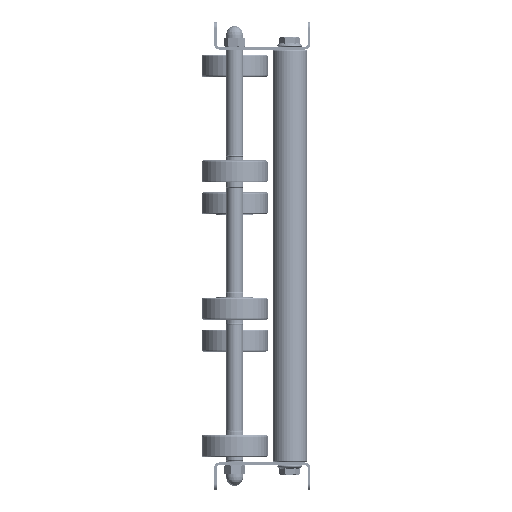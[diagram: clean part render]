
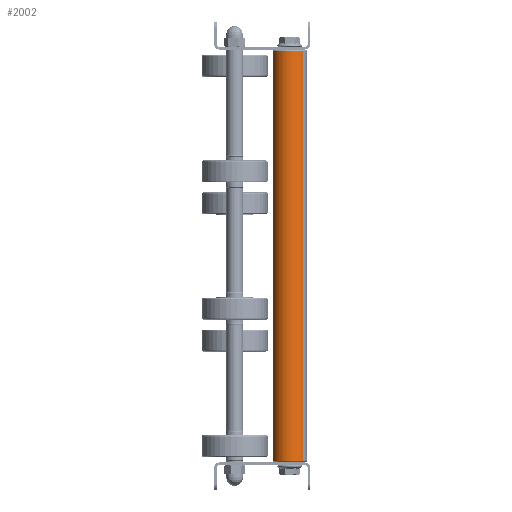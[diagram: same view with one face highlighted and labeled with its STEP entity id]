
A CAD part, left-side view. The second image highlights one B-rep face of the part: STEP entity #2002.
In plain terms, the highlighted cylindrical face has radius 12.5 mm (diameter 25 mm), a partial arc.
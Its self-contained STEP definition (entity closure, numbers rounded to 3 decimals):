
#464 = DIRECTION ( 'NONE',  ( 0., 0., 1. ) ) ;
#1359 = DIRECTION ( 'NONE',  ( -1., 0., 0. ) ) ;
#1580 = EDGE_LOOP ( 'NONE', ( #2703, #14947, #10913, #11303 ) ) ;
#1701 = EDGE_CURVE ( 'NONE', #24272, #12876, #23782, .T. ) ;
#2002 = ADVANCED_FACE ( 'NONE', ( #11762 ), #19316, .T. ) ;
#2703 = ORIENTED_EDGE ( 'NONE', *, *, #1701, .F. ) ;
#3327 = DIRECTION ( 'NONE',  ( -1., 0., 0. ) ) ;
#6354 = VERTEX_POINT ( 'NONE', #6866 ) ;
#6866 = CARTESIAN_POINT ( 'NONE',  ( 1., 0., 12.5 ) ) ;
#7504 = EDGE_CURVE ( 'NONE', #21145, #6354, #17058, .T. ) ;
#7860 = DIRECTION ( 'NONE',  ( -1., 0., 0. ) ) ;
#8176 = CIRCLE ( 'NONE', #22461, 12.5 ) ;
#8408 = CARTESIAN_POINT ( 'NONE',  ( 299., 0., -12.5 ) ) ;
#8477 = CARTESIAN_POINT ( 'NONE',  ( 1., 0., 0. ) ) ;
#9908 = CARTESIAN_POINT ( 'NONE',  ( 300., 0., 0. ) ) ;
#10913 = ORIENTED_EDGE ( 'NONE', *, *, #7504, .T. ) ;
#11303 = ORIENTED_EDGE ( 'NONE', *, *, #14823, .T. ) ;
#11762 = FACE_OUTER_BOUND ( 'NONE', #1580, .T. ) ;
#12500 = AXIS2_PLACEMENT_3D ( 'NONE', #9908, #17460, #464 ) ;
#12540 = CIRCLE ( 'NONE', #14122, 12.5 ) ;
#12791 = CARTESIAN_POINT ( 'NONE',  ( 1., 0., -12.5 ) ) ;
#12876 = VERTEX_POINT ( 'NONE', #12791 ) ;
#13342 = EDGE_CURVE ( 'NONE', #24272, #21145, #12540, .T. ) ;
#13813 = DIRECTION ( 'NONE',  ( 0., 0., -1. ) ) ;
#14122 = AXIS2_PLACEMENT_3D ( 'NONE', #18346, #3327, #20307 ) ;
#14513 = VECTOR ( 'NONE', #1359, 1000. ) ;
#14823 = EDGE_CURVE ( 'NONE', #6354, #12876, #8176, .T. ) ;
#14947 = ORIENTED_EDGE ( 'NONE', *, *, #13342, .T. ) ;
#16047 = DIRECTION ( 'NONE',  ( 1., 0., 0. ) ) ;
#17058 = LINE ( 'NONE', #20889, #23058 ) ;
#17460 = DIRECTION ( 'NONE',  ( -1., 0., 0. ) ) ;
#18346 = CARTESIAN_POINT ( 'NONE',  ( 299., 0., 0. ) ) ;
#18358 = CARTESIAN_POINT ( 'NONE',  ( 300., 0., -12.5 ) ) ;
#19316 = CYLINDRICAL_SURFACE ( 'NONE', #12500, 12.5 ) ;
#20307 = DIRECTION ( 'NONE',  ( 0., 0., -1. ) ) ;
#20889 = CARTESIAN_POINT ( 'NONE',  ( 300., 0., 12.5 ) ) ;
#21145 = VERTEX_POINT ( 'NONE', #24286 ) ;
#22461 = AXIS2_PLACEMENT_3D ( 'NONE', #8477, #16047, #13813 ) ;
#23058 = VECTOR ( 'NONE', #7860, 1000. ) ;
#23782 = LINE ( 'NONE', #18358, #14513 ) ;
#24272 = VERTEX_POINT ( 'NONE', #8408 ) ;
#24286 = CARTESIAN_POINT ( 'NONE',  ( 299., 0., 12.5 ) ) ;
